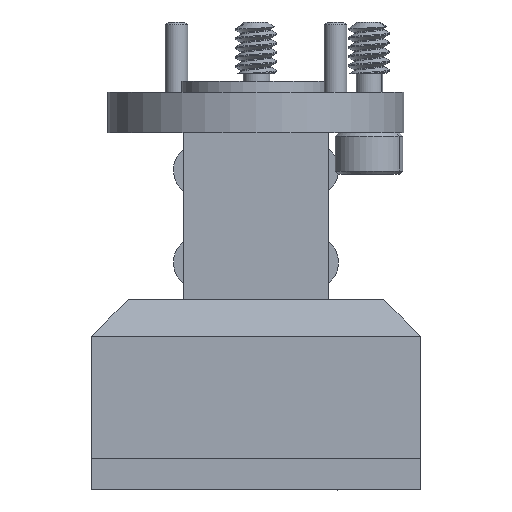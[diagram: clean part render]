
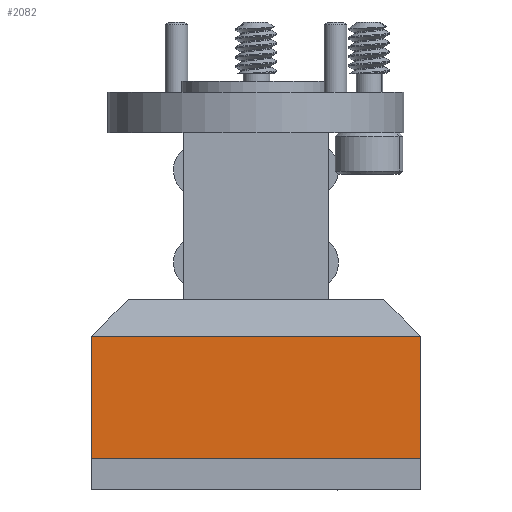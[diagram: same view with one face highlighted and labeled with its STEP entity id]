
A CAD part, front view. The second image highlights one B-rep face of the part: STEP entity #2082.
In plain terms, the highlighted planar face has unit normal (0, -1, 0).
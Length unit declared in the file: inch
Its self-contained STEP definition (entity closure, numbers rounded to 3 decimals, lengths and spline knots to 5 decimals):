
#456 = LINE ( 'NONE', #16597, #30691 ) ;
#1949 = PLANE ( 'NONE',  #5615 ) ;
#2082 = ADVANCED_FACE ( 'NONE', ( #26200 ), #1949, .F. ) ;
#2211 = LINE ( 'NONE', #23135, #20601 ) ;
#3191 = VERTEX_POINT ( 'NONE', #23093 ) ;
#3781 = CARTESIAN_POINT ( 'NONE',  ( 0.445, -0.375, 0.414 ) ) ;
#5615 = AXIS2_PLACEMENT_3D ( 'NONE', #34159, #9957, #13101 ) ;
#7048 = DIRECTION ( 'NONE',  ( -1., 0., 0. ) ) ;
#9376 = EDGE_CURVE ( 'NONE', #33771, #13440, #2211, .T. ) ;
#9939 = ORIENTED_EDGE ( 'NONE', *, *, #9376, .T. ) ;
#9957 = DIRECTION ( 'NONE',  ( 0., 1., 0. ) ) ;
#11255 = ORIENTED_EDGE ( 'NONE', *, *, #15077, .F. ) ;
#13101 = DIRECTION ( 'NONE',  ( 0., 0., 1. ) ) ;
#13440 = VERTEX_POINT ( 'NONE', #17778 ) ;
#15077 = EDGE_CURVE ( 'NONE', #33771, #18973, #25554, .T. ) ;
#16597 = CARTESIAN_POINT ( 'NONE',  ( -0.445, -0.375, 1.104 ) ) ;
#16631 = VECTOR ( 'NONE', #33565, 39.37008 ) ;
#17292 = CARTESIAN_POINT ( 'NONE',  ( -0.445, -0.375, 0.084 ) ) ;
#17778 = CARTESIAN_POINT ( 'NONE',  ( -0.445, -0.375, 0.414 ) ) ;
#18973 = VERTEX_POINT ( 'NONE', #34450 ) ;
#20601 = VECTOR ( 'NONE', #7048, 39.37008 ) ;
#22397 = CARTESIAN_POINT ( 'NONE',  ( 0.445, -0.375, 1.104 ) ) ;
#23093 = CARTESIAN_POINT ( 'NONE',  ( -0.445, -0.375, 0.084 ) ) ;
#23135 = CARTESIAN_POINT ( 'NONE',  ( -0.445, -0.375, 0.414 ) ) ;
#25221 = DIRECTION ( 'NONE',  ( 0., 0., -1. ) ) ;
#25554 = LINE ( 'NONE', #22397, #29745 ) ;
#26200 = FACE_OUTER_BOUND ( 'NONE', #26600, .T. ) ;
#26600 = EDGE_LOOP ( 'NONE', ( #27317, #11255, #9939, #29799 ) ) ;
#27317 = ORIENTED_EDGE ( 'NONE', *, *, #30081, .F. ) ;
#27386 = DIRECTION ( 'NONE',  ( 0., 0., -1. ) ) ;
#29745 = VECTOR ( 'NONE', #25221, 39.37008 ) ;
#29799 = ORIENTED_EDGE ( 'NONE', *, *, #30539, .T. ) ;
#30081 = EDGE_CURVE ( 'NONE', #18973, #3191, #34088, .T. ) ;
#30539 = EDGE_CURVE ( 'NONE', #13440, #3191, #456, .T. ) ;
#30691 = VECTOR ( 'NONE', #27386, 39.37008 ) ;
#33565 = DIRECTION ( 'NONE',  ( -1., 0., 0. ) ) ;
#33771 = VERTEX_POINT ( 'NONE', #3781 ) ;
#34088 = LINE ( 'NONE', #17292, #16631 ) ;
#34159 = CARTESIAN_POINT ( 'NONE',  ( -0.445, -0.375, 1.104 ) ) ;
#34450 = CARTESIAN_POINT ( 'NONE',  ( 0.445, -0.375, 0.084 ) ) ;
